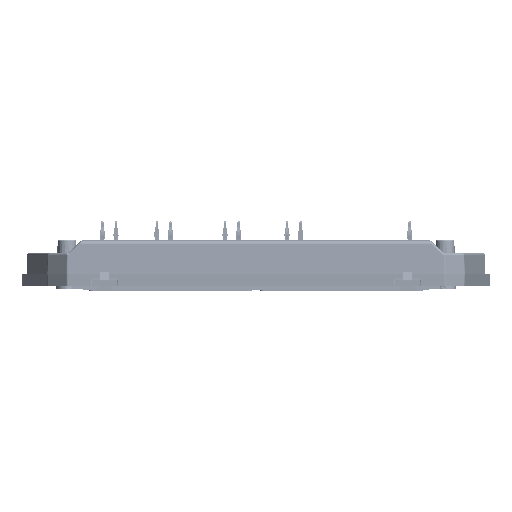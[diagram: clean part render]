
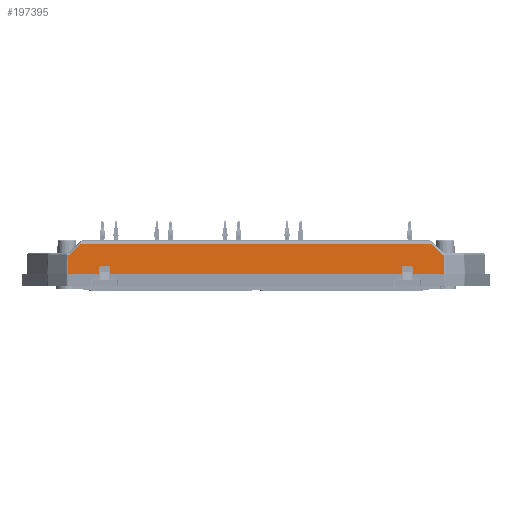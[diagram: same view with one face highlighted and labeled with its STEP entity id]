
A CAD part, front view. The second image highlights one B-rep face of the part: STEP entity #197395.
In plain terms, the highlighted planar face has unit normal (0, -0.999, 0.035).
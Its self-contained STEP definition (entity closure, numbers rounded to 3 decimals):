
#10222=ELLIPSE('',#207127,0.3,0.3);
#10223=ELLIPSE('',#207128,0.3,0.3);
#10224=ELLIPSE('',#207129,1.001,1.);
#10225=ELLIPSE('',#207130,1.001,1.);
#10226=ELLIPSE('',#207131,0.3,0.3);
#10227=ELLIPSE('',#207132,0.3,0.3);
#21421=ORIENTED_EDGE('',*,*,#62315,.F.);
#21422=ORIENTED_EDGE('',*,*,#62316,.T.);
#21423=ORIENTED_EDGE('',*,*,#62317,.T.);
#21424=ORIENTED_EDGE('',*,*,#62318,.T.);
#21425=ORIENTED_EDGE('',*,*,#62319,.T.);
#21426=ORIENTED_EDGE('',*,*,#62320,.T.);
#21427=ORIENTED_EDGE('',*,*,#62321,.T.);
#21428=ORIENTED_EDGE('',*,*,#62322,.F.);
#21429=ORIENTED_EDGE('',*,*,#62323,.F.);
#21430=ORIENTED_EDGE('',*,*,#62324,.T.);
#21431=ORIENTED_EDGE('',*,*,#62325,.F.);
#21432=ORIENTED_EDGE('',*,*,#62326,.F.);
#21433=ORIENTED_EDGE('',*,*,#62327,.T.);
#21434=ORIENTED_EDGE('',*,*,#62328,.T.);
#21435=ORIENTED_EDGE('',*,*,#62329,.F.);
#21436=ORIENTED_EDGE('',*,*,#62330,.F.);
#21437=ORIENTED_EDGE('',*,*,#62331,.F.);
#21438=ORIENTED_EDGE('',*,*,#62332,.F.);
#21439=ORIENTED_EDGE('',*,*,#62333,.F.);
#21440=ORIENTED_EDGE('',*,*,#62334,.F.);
#62315=EDGE_CURVE('',#82630,#82631,#93852,.T.);
#62316=EDGE_CURVE('',#82630,#82632,#93853,.F.);
#62317=EDGE_CURVE('',#82632,#82633,#10222,.F.);
#62318=EDGE_CURVE('',#82633,#82634,#93854,.F.);
#62319=EDGE_CURVE('',#82634,#82635,#10223,.F.);
#62320=EDGE_CURVE('',#82635,#82636,#93855,.F.);
#62321=EDGE_CURVE('',#82636,#82637,#93856,.T.);
#62322=EDGE_CURVE('',#82638,#82637,#93857,.F.);
#62323=EDGE_CURVE('',#82639,#82638,#10224,.T.);
#62324=EDGE_CURVE('',#82639,#82640,#93858,.F.);
#62325=EDGE_CURVE('',#82641,#82640,#93859,.F.);
#62326=EDGE_CURVE('',#82642,#82641,#93860,.F.);
#62327=EDGE_CURVE('',#82642,#82643,#10225,.T.);
#62328=EDGE_CURVE('',#82643,#82644,#93861,.F.);
#62329=EDGE_CURVE('',#82645,#82644,#93862,.T.);
#62330=EDGE_CURVE('',#82646,#82645,#93863,.F.);
#62331=EDGE_CURVE('',#82647,#82646,#10226,.F.);
#62332=EDGE_CURVE('',#82648,#82647,#93864,.F.);
#62333=EDGE_CURVE('',#82649,#82648,#10227,.F.);
#62334=EDGE_CURVE('',#82631,#82649,#93865,.F.);
#82630=VERTEX_POINT('',#267069);
#82631=VERTEX_POINT('',#267070);
#82632=VERTEX_POINT('',#267072);
#82633=VERTEX_POINT('',#267074);
#82634=VERTEX_POINT('',#267076);
#82635=VERTEX_POINT('',#267078);
#82636=VERTEX_POINT('',#267080);
#82637=VERTEX_POINT('',#267082);
#82638=VERTEX_POINT('',#267084);
#82639=VERTEX_POINT('',#267086);
#82640=VERTEX_POINT('',#267088);
#82641=VERTEX_POINT('',#267090);
#82642=VERTEX_POINT('',#267092);
#82643=VERTEX_POINT('',#267094);
#82644=VERTEX_POINT('',#267096);
#82645=VERTEX_POINT('',#267098);
#82646=VERTEX_POINT('',#267100);
#82647=VERTEX_POINT('',#267102);
#82648=VERTEX_POINT('',#267104);
#82649=VERTEX_POINT('',#267106);
#93852=LINE('',#267068,#105453);
#93853=LINE('',#267071,#105454);
#93854=LINE('',#267075,#105455);
#93855=LINE('',#267079,#105456);
#93856=LINE('',#267081,#105457);
#93857=LINE('',#267083,#105458);
#93858=LINE('',#267087,#105459);
#93859=LINE('',#267089,#105460);
#93860=LINE('',#267091,#105461);
#93861=LINE('',#267095,#105462);
#93862=LINE('',#267097,#105463);
#93863=LINE('',#267099,#105464);
#93864=LINE('',#267103,#105465);
#93865=LINE('',#267107,#105466);
#105453=VECTOR('',#223742,1000.);
#105454=VECTOR('',#223743,1000.);
#105455=VECTOR('',#223746,1000.);
#105456=VECTOR('',#223749,1000.);
#105457=VECTOR('',#223750,1000.);
#105458=VECTOR('',#223751,1000.);
#105459=VECTOR('',#223754,1000.);
#105460=VECTOR('',#223755,1000.);
#105461=VECTOR('',#223756,1000.);
#105462=VECTOR('',#223759,1000.);
#105463=VECTOR('',#223760,1000.);
#105464=VECTOR('',#223761,1000.);
#105465=VECTOR('',#223764,1000.);
#105466=VECTOR('',#223767,1000.);
#114330=EDGE_LOOP('',(#21421,#21422,#21423,#21424,#21425,#21426,#21427,
#21428,#21429,#21430,#21431,#21432,#21433,#21434,#21435,#21436,#21437,#21438,
#21439,#21440));
#123535=FACE_BOUND('',#114330,.T.);
#132121=PLANE('',#207126);
#197395=ADVANCED_FACE('',(#123535),#132121,.T.);
#207126=AXIS2_PLACEMENT_3D('',#267067,#223740,#223741);
#207127=AXIS2_PLACEMENT_3D('',#267073,#223744,#223745);
#207128=AXIS2_PLACEMENT_3D('',#267077,#223747,#223748);
#207129=AXIS2_PLACEMENT_3D('',#267085,#223752,#223753);
#207130=AXIS2_PLACEMENT_3D('',#267093,#223757,#223758);
#207131=AXIS2_PLACEMENT_3D('',#267101,#223762,#223763);
#207132=AXIS2_PLACEMENT_3D('',#267105,#223765,#223766);
#223740=DIRECTION('',(0.,-0.999,0.035));
#223741=DIRECTION('',(0.,0.035,0.999));
#223742=DIRECTION('',(-1.,0.,0.));
#223743=DIRECTION('',(0.,-0.035,-0.999));
#223744=DIRECTION('',(0.,-0.999,0.035));
#223745=DIRECTION('',(0.,0.035,0.999));
#223746=DIRECTION('',(-1.,0.,0.));
#223747=DIRECTION('',(0.,-0.999,0.035));
#223748=DIRECTION('',(0.,0.035,0.999));
#223749=DIRECTION('',(0.,0.035,0.999));
#223750=DIRECTION('',(1.,0.,0.));
#223751=DIRECTION('',(-0.014,0.035,0.999));
#223752=DIRECTION('',(0.,-0.999,0.035));
#223753=DIRECTION('',(0.,0.035,0.999));
#223754=DIRECTION('',(0.723,-0.024,-0.691));
#223755=DIRECTION('',(-1.,0.,0.));
#223756=DIRECTION('',(-0.723,-0.024,-0.691));
#223757=DIRECTION('',(0.,0.999,-0.035));
#223758=DIRECTION('',(0.,0.035,0.999));
#223759=DIRECTION('',(0.014,0.035,0.999));
#223760=DIRECTION('',(-1.,0.,0.));
#223761=DIRECTION('',(0.,0.035,0.999));
#223762=DIRECTION('',(0.,0.999,-0.035));
#223763=DIRECTION('',(0.,0.035,0.999));
#223764=DIRECTION('',(1.,0.,0.));
#223765=DIRECTION('',(0.,0.999,-0.035));
#223766=DIRECTION('',(0.,0.035,0.999));
#223767=DIRECTION('',(0.,-0.035,-0.999));
#267067=CARTESIAN_POINT('',(-49.7,-31.,3.515));
#267068=CARTESIAN_POINT('',(-49.7,-31.,3.515));
#267069=CARTESIAN_POINT('',(34.326,-31.,3.515));
#267070=CARTESIAN_POINT('',(-34.326,-31.,3.515));
#267071=CARTESIAN_POINT('',(34.326,-31.,3.515));
#267072=CARTESIAN_POINT('',(34.326,-30.951,4.919));
#267073=CARTESIAN_POINT('',(34.626,-30.951,4.919));
#267074=CARTESIAN_POINT('',(34.626,-30.94,5.219));
#267075=CARTESIAN_POINT('',(49.7,-30.94,5.219));
#267076=CARTESIAN_POINT('',(36.526,-30.94,5.219));
#267077=CARTESIAN_POINT('',(36.526,-30.951,4.919));
#267078=CARTESIAN_POINT('',(36.826,-30.951,4.919));
#267079=CARTESIAN_POINT('',(36.826,-31.,3.515));
#267080=CARTESIAN_POINT('',(36.826,-31.,3.515));
#267081=CARTESIAN_POINT('',(49.7,-31.,3.515));
#267082=CARTESIAN_POINT('',(44.2,-31.,3.515));
#267083=CARTESIAN_POINT('',(44.2,-31.,3.512));
#267084=CARTESIAN_POINT('',(44.141,-30.849,7.841));
#267085=CARTESIAN_POINT('',(44.271,-30.814,8.832));
#267086=CARTESIAN_POINT('',(43.58,-30.84,8.109));
#267087=CARTESIAN_POINT('',(41.603,-30.774,9.998));
#267088=CARTESIAN_POINT('',(41.235,-30.761,10.35));
#267089=CARTESIAN_POINT('',(0.,-30.761,10.35));
#267090=CARTESIAN_POINT('',(-41.235,-30.761,10.35));
#267091=CARTESIAN_POINT('',(-41.603,-30.774,9.998));
#267092=CARTESIAN_POINT('',(-43.58,-30.84,8.109));
#267093=CARTESIAN_POINT('',(-44.271,-30.814,8.832));
#267094=CARTESIAN_POINT('',(-44.141,-30.849,7.841));
#267095=CARTESIAN_POINT('',(-44.2,-31.,3.512));
#267096=CARTESIAN_POINT('',(-44.2,-31.,3.515));
#267097=CARTESIAN_POINT('',(-49.7,-31.,3.515));
#267098=CARTESIAN_POINT('',(-36.826,-31.,3.515));
#267099=CARTESIAN_POINT('',(-36.826,-31.,3.515));
#267100=CARTESIAN_POINT('',(-36.826,-30.951,4.919));
#267101=CARTESIAN_POINT('',(-36.526,-30.951,4.919));
#267102=CARTESIAN_POINT('',(-36.526,-30.94,5.219));
#267103=CARTESIAN_POINT('',(-49.7,-30.94,5.219));
#267104=CARTESIAN_POINT('',(-34.626,-30.94,5.219));
#267105=CARTESIAN_POINT('',(-34.626,-30.951,4.919));
#267106=CARTESIAN_POINT('',(-34.326,-30.951,4.919));
#267107=CARTESIAN_POINT('',(-34.326,-31.,3.515));
